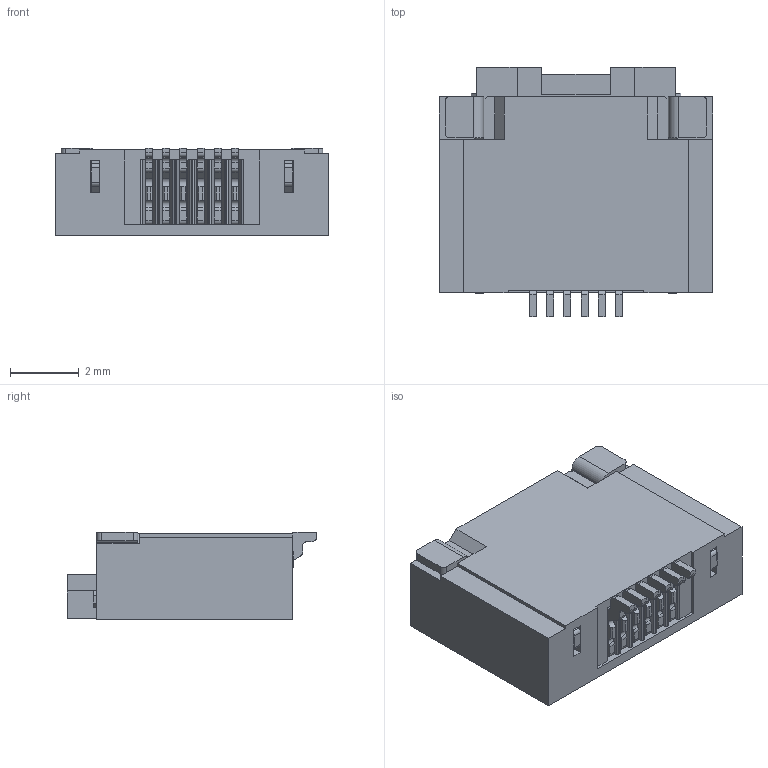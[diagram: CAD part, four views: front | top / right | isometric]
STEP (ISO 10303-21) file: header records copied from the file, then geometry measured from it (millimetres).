
FILE_DESCRIPTION((''),'2;1');
FILE_NAME('FPC05-255H-COVER-6P_ASM','2022-12-19T16:30:35',('Administrator'),(''),'CREO PARAMETRIC BY PTC INC, 2020033','CREO PARAMETRIC BY PTC INC, 2020033','');
FILE_SCHEMA(('CONFIG_CONTROL_DESIGN'));
Length unit declared in the file: millimetre
Products named in the file (1): FPC05-255H-COVER-6P_ASM
Bounding box: 7.95 x 7.25 x 2.55 mm (x, y, z)
Volume: 86.5 mm3; surface area: 432.5 mm2
Topology: 1 solids, 1 shells, 785 faces, 2391 edges, 1559 vertices
Faces by surface type: plane 487, cylinder 272, torus 12, sphere 12, bspline 2
Entity records: 27160 total; most frequent: CARTESIAN_POINT 5289, ORIENTED_EDGE 4782, DIRECTION 4430, EDGE_CURVE 2391, VECTOR 1770, LINE 1770, VERTEX_POINT 1559, AXIS2_PLACEMENT_3D 1330
